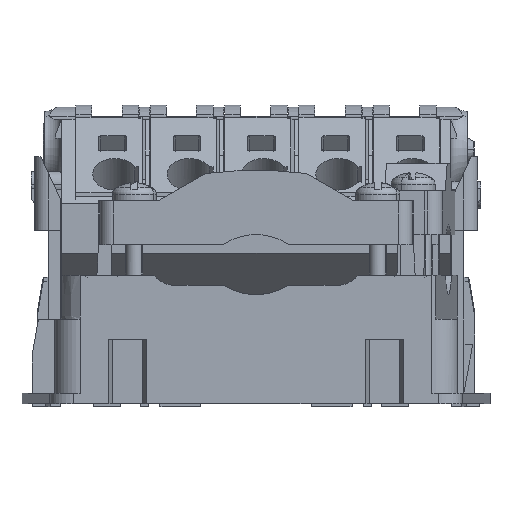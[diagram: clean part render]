
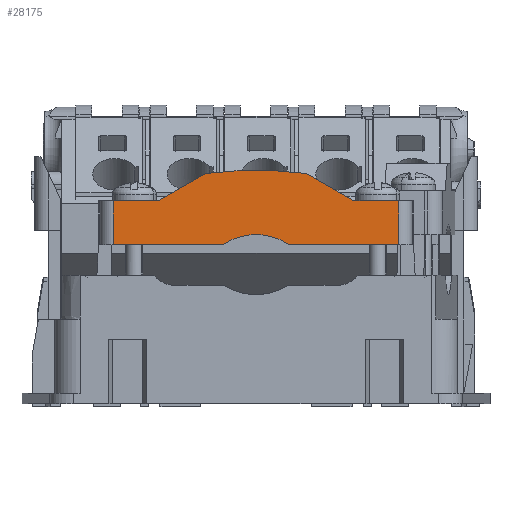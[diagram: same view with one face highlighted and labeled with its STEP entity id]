
A CAD part, front view. The second image highlights one B-rep face of the part: STEP entity #28175.
In plain terms, the highlighted planar face has unit normal (0, -1, 0).
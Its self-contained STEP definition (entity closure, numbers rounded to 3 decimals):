
#27300=AXIS2_PLACEMENT_3D('Circle Axis2P3D',#27298,#27299,$) ;
#27380=AXIS2_PLACEMENT_3D('Circle Axis2P3D',#27378,#27379,$) ;
#27419=AXIS2_PLACEMENT_3D('Circle Axis2P3D',#27417,#27418,$) ;
#27444=AXIS2_PLACEMENT_3D('Circle Axis2P3D',#27442,#27443,$) ;
#28130=AXIS2_PLACEMENT_3D('Plane Axis2P3D',#28127,#28128,#28129) ;
#27261=CARTESIAN_POINT('Vertex',(20.13,0.,30.5)) ;
#27266=CARTESIAN_POINT('Line Origine',(23.619,0.,32.515)) ;
#27270=CARTESIAN_POINT('Vertex',(27.109,0.,34.529)) ;
#27298=CARTESIAN_POINT('Axis2P3D Location',(34.609,0.,-25.)) ;
#27302=CARTESIAN_POINT('Vertex',(42.109,0.,34.529)) ;
#27330=CARTESIAN_POINT('Line Origine',(45.598,0.,32.515)) ;
#27334=CARTESIAN_POINT('Vertex',(49.088,0.,30.5)) ;
#27375=CARTESIAN_POINT('Vertex',(39.584,0.,24.)) ;
#27378=CARTESIAN_POINT('Axis2P3D Location',(39.584,0.,24.25)) ;
#27382=CARTESIAN_POINT('Vertex',(39.445,0.,24.042)) ;
#27407=CARTESIAN_POINT('Vertex',(29.772,0.,24.042)) ;
#27417=CARTESIAN_POINT('Axis2P3D Location',(34.609,0.,16.75)) ;
#27442=CARTESIAN_POINT('Axis2P3D Location',(29.634,0.,24.25)) ;
#27446=CARTESIAN_POINT('Vertex',(29.634,0.,24.)) ;
#27886=CARTESIAN_POINT('Vertex',(13.509,0.,30.5)) ;
#27893=CARTESIAN_POINT('Vertex',(13.509,0.,24.)) ;
#27896=CARTESIAN_POINT('Line Origine',(13.509,0.,29.5)) ;
#28127=CARTESIAN_POINT('Axis2P3D Location',(34.609,0.,31.)) ;
#28132=CARTESIAN_POINT('Line Origine',(55.709,0.,27.25)) ;
#28136=CARTESIAN_POINT('Vertex',(55.709,0.,30.5)) ;
#28138=CARTESIAN_POINT('Vertex',(55.709,0.,24.)) ;
#28141=CARTESIAN_POINT('Line Origine',(52.398,0.,30.5)) ;
#28146=CARTESIAN_POINT('Line Origine',(16.819,0.,30.5)) ;
#28151=CARTESIAN_POINT('Line Origine',(21.571,0.,24.)) ;
#28156=CARTESIAN_POINT('Line Origine',(47.646,0.,24.)) ;
#27267=DIRECTION('Vector Direction',(0.866,0.,0.5)) ;
#27299=DIRECTION('Axis2P3D Direction',(0.,1.,0.)) ;
#27331=DIRECTION('Vector Direction',(0.866,0.,-0.5)) ;
#27379=DIRECTION('Axis2P3D Direction',(0.,1.,0.)) ;
#27418=DIRECTION('Axis2P3D Direction',(0.,1.,0.)) ;
#27443=DIRECTION('Axis2P3D Direction',(0.,1.,0.)) ;
#27897=DIRECTION('Vector Direction',(0.,0.,1.)) ;
#28128=DIRECTION('Axis2P3D Direction',(0.,1.,0.)) ;
#28129=DIRECTION('Axis2P3D XDirection',(-1.,0.,0.)) ;
#28133=DIRECTION('Vector Direction',(0.,0.,-1.)) ;
#28142=DIRECTION('Vector Direction',(1.,0.,0.)) ;
#28147=DIRECTION('Vector Direction',(1.,0.,0.)) ;
#28152=DIRECTION('Vector Direction',(-1.,0.,0.)) ;
#28157=DIRECTION('Vector Direction',(-1.,0.,0.)) ;
#27268=VECTOR('Line Direction',#27267,1.) ;
#27332=VECTOR('Line Direction',#27331,1.) ;
#27898=VECTOR('Line Direction',#27897,1.) ;
#28134=VECTOR('Line Direction',#28133,1.) ;
#28143=VECTOR('Line Direction',#28142,1.) ;
#28148=VECTOR('Line Direction',#28147,1.) ;
#28153=VECTOR('Line Direction',#28152,1.) ;
#28158=VECTOR('Line Direction',#28157,1.) ;
#28162=ORIENTED_EDGE('',*,*,#28140,.F.) ;
#28163=ORIENTED_EDGE('',*,*,#28145,.F.) ;
#28164=ORIENTED_EDGE('',*,*,#27336,.F.) ;
#28165=ORIENTED_EDGE('',*,*,#27304,.F.) ;
#28166=ORIENTED_EDGE('',*,*,#27272,.F.) ;
#28167=ORIENTED_EDGE('',*,*,#28150,.F.) ;
#28168=ORIENTED_EDGE('',*,*,#27900,.F.) ;
#28169=ORIENTED_EDGE('',*,*,#28155,.F.) ;
#28170=ORIENTED_EDGE('',*,*,#27448,.F.) ;
#28171=ORIENTED_EDGE('',*,*,#27421,.F.) ;
#28172=ORIENTED_EDGE('',*,*,#27384,.F.) ;
#28173=ORIENTED_EDGE('',*,*,#28160,.F.) ;
#28175=ADVANCED_FACE('Hauptk\X2\00F6\X0\rper',(#28174),#28131,.F.) ;
#27301=CIRCLE('generated circle',#27300,60.) ;
#27381=CIRCLE('generated circle',#27380,0.25) ;
#27420=CIRCLE('generated circle',#27419,8.75) ;
#27445=CIRCLE('generated circle',#27444,0.25) ;
#27272=EDGE_CURVE('',#27262,#27271,#27269,.T.) ;
#27304=EDGE_CURVE('',#27271,#27303,#27301,.T.) ;
#27336=EDGE_CURVE('',#27303,#27335,#27333,.T.) ;
#27384=EDGE_CURVE('',#27376,#27383,#27381,.T.) ;
#27421=EDGE_CURVE('',#27383,#27408,#27420,.F.) ;
#27448=EDGE_CURVE('',#27408,#27447,#27445,.T.) ;
#27900=EDGE_CURVE('',#27894,#27887,#27899,.T.) ;
#28140=EDGE_CURVE('',#28137,#28139,#28135,.T.) ;
#28145=EDGE_CURVE('',#27335,#28137,#28144,.T.) ;
#28150=EDGE_CURVE('',#27887,#27262,#28149,.T.) ;
#28155=EDGE_CURVE('',#27447,#27894,#28154,.T.) ;
#28160=EDGE_CURVE('',#28139,#27376,#28159,.T.) ;
#28161=EDGE_LOOP('',(#28162,#28163,#28164,#28165,#28166,#28167,#28168,#28169,#28170,#28171,#28172,#28173)) ;
#28174=FACE_OUTER_BOUND('',#28161,.T.) ;
#27269=LINE('Line',#27266,#27268) ;
#27333=LINE('Line',#27330,#27332) ;
#27899=LINE('Line',#27896,#27898) ;
#28135=LINE('Line',#28132,#28134) ;
#28144=LINE('Line',#28141,#28143) ;
#28149=LINE('Line',#28146,#28148) ;
#28154=LINE('Line',#28151,#28153) ;
#28159=LINE('Line',#28156,#28158) ;
#28131=PLANE('',#28130) ;
#27262=VERTEX_POINT('',#27261) ;
#27271=VERTEX_POINT('',#27270) ;
#27303=VERTEX_POINT('',#27302) ;
#27335=VERTEX_POINT('',#27334) ;
#27376=VERTEX_POINT('',#27375) ;
#27383=VERTEX_POINT('',#27382) ;
#27408=VERTEX_POINT('',#27407) ;
#27447=VERTEX_POINT('',#27446) ;
#27887=VERTEX_POINT('',#27886) ;
#27894=VERTEX_POINT('',#27893) ;
#28137=VERTEX_POINT('',#28136) ;
#28139=VERTEX_POINT('',#28138) ;
